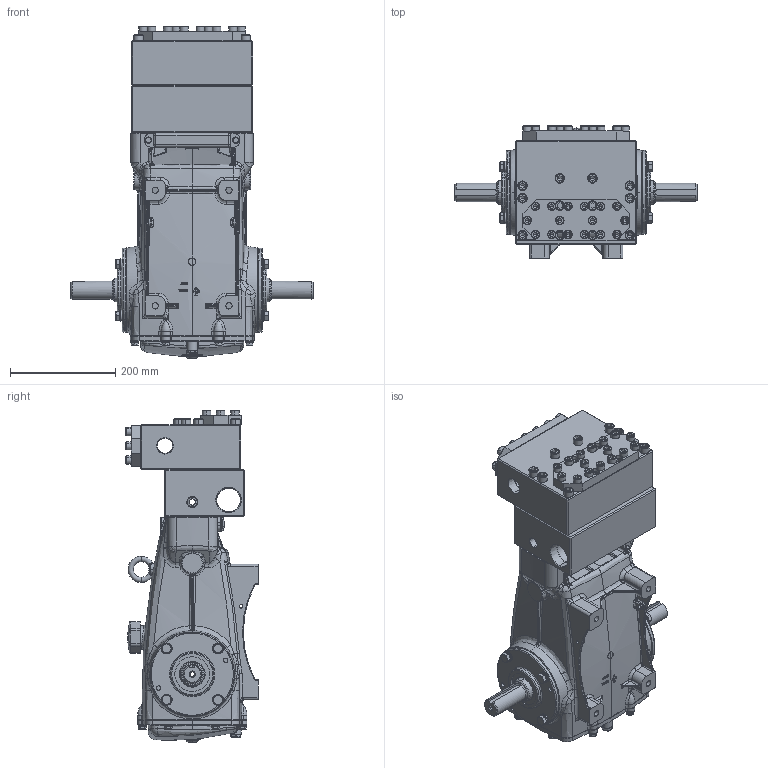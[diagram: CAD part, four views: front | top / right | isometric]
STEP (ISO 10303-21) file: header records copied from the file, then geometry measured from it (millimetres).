
FILE_DESCRIPTION (( 'STEP AP203' ), '1' );
FILE_NAME ('3831K.STEP', '2020-10-30T18:20:38', ( '' ), ( '' ), 'SwSTEP 2.0', 'SolidWorks 2020', '' );
FILE_SCHEMA (( 'CONFIG_CONTROL_DESIGN' ));
Length unit declared in the file: inch
Products named in the file (1): 3831K
Bounding box: 460 x 251 x 631 mm (x, y, z)
Surface area: 965810.9 mm2 (no closed solid volume)
Topology: 0 solids, 109 shells, 2371 faces, 8301 edges, 5670 vertices
Faces by surface type: plane 936, cylinder 487, bspline 465, cone 336, torus 111, sphere 36
Entity records: 118924 total; most frequent: CARTESIAN_POINT 53040, DIRECTION 13025, ORIENTED_EDGE 12863, EDGE_CURVE 8180, VERTEX_POINT 5670, AXIS2_PLACEMENT_3D 5041, CIRCLE 3134, VECTOR 2943
